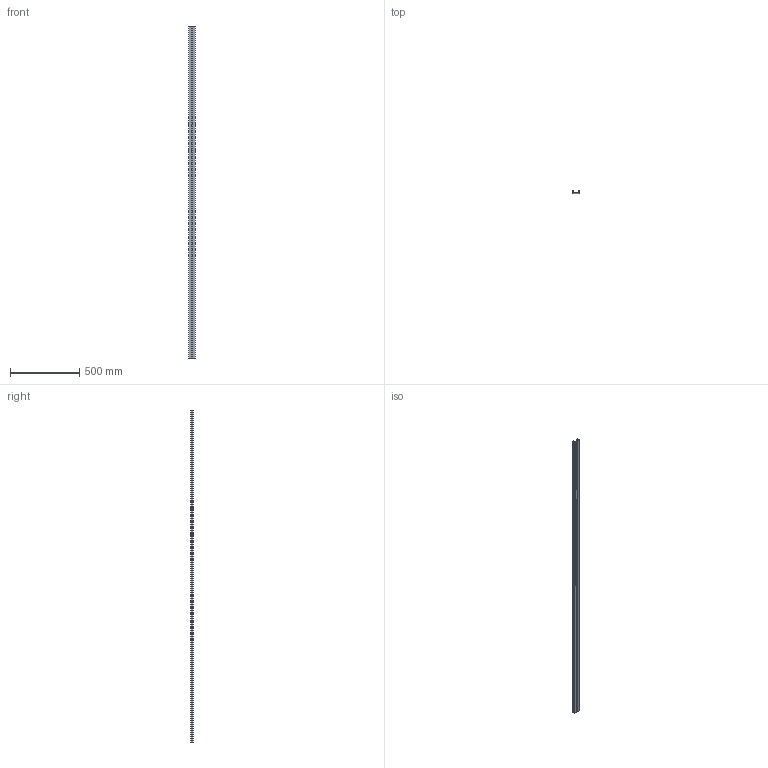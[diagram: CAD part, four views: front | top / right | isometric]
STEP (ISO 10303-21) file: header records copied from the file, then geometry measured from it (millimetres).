
FILE_DESCRIPTION(/* description */ (''),/* implementation_level */ '2;1');
FILE_NAME(/* name */ 'DA0118-0240RC-WEB.stp',/* time_stamp */ '2023-03-16T16:05:46+00:00',/* author */ ('rmale'),/* organization */ (''),/* preprocessor_version */ 'ST-DEVELOPER v18',/* originating_system */ 'Autodesk Inventor 2020',/* authorisation */ '');
FILE_SCHEMA (('AUTOMOTIVE_DESIGN { 1 0 10303 214 3 1 1 }'));
Length unit declared in the file: millimetre
Products named in the file (1): DA0118-0240RC-WEB
Bounding box: 50 x 18 x 2400 mm (x, y, z)
Volume: 710612.6 mm3; surface area: 441280.2 mm2
Topology: 1 solids, 1 shells, 45 faces, 129 edges, 86 vertices
Faces by surface type: plane 26, cylinder 19
Entity records: 1576 total; most frequent: CARTESIAN_POINT 261, DIRECTION 259, ORIENTED_EDGE 258, EDGE_CURVE 129, LINE 91, VECTOR 91, VERTEX_POINT 86, AXIS2_PLACEMENT_3D 84
